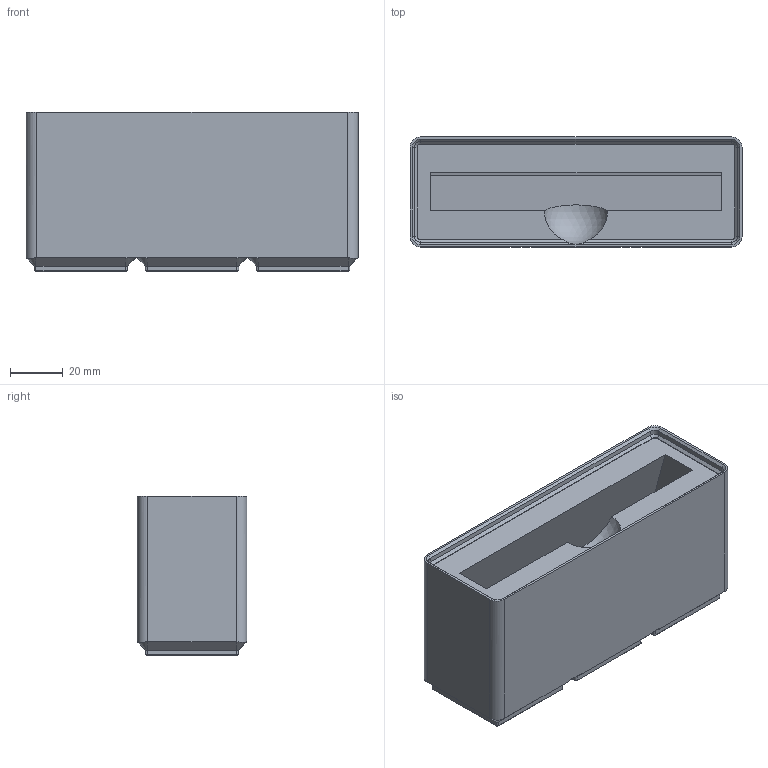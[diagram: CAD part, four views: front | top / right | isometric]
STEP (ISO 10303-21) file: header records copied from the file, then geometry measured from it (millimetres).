
FILE_DESCRIPTION(('Open CASCADE Model'),'2;1');
FILE_NAME('Open CASCADE Shape Model','2023-11-15T18:28:02',('Author'),( 'Open CASCADE'),'Open CASCADE STEP processor 7.7','Open CASCADE 7.7' ,'Unknown');
FILE_SCHEMA(('AUTOMOTIVE_DESIGN { 1 0 10303 214 1 1 1 1 }'));
Length unit declared in the file: millimetre
Products named in the file (1): Open CASCADE STEP translator 7.7 1
Bounding box: 125.5 x 41.5 x 60.3 mm (x, y, z)
Volume: 211658 mm3; surface area: 43011.2 mm2
Topology: 1 solids, 1 shells, 130 faces, 305 edges, 178 vertices
Faces by surface type: plane 73, cone 32, cylinder 24, sphere 1
Entity records: 8294 total; most frequent: CARTESIAN_POINT 2226, DIRECTION 1121, LINE 619, VECTOR 619, ORIENTED_EDGE 610, PCURVE 610, DEFINITIONAL_REPRESENTATION 610, EDGE_CURVE 305
